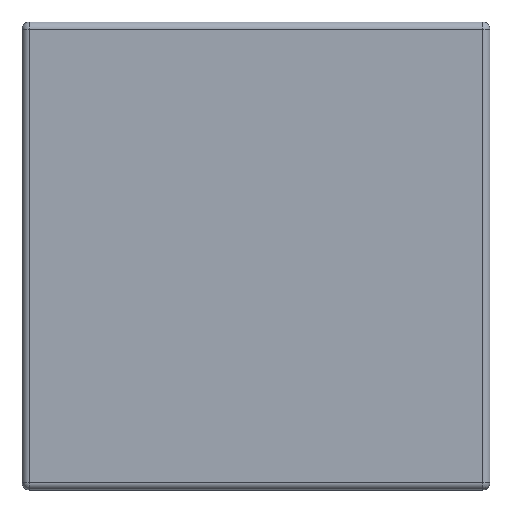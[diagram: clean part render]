
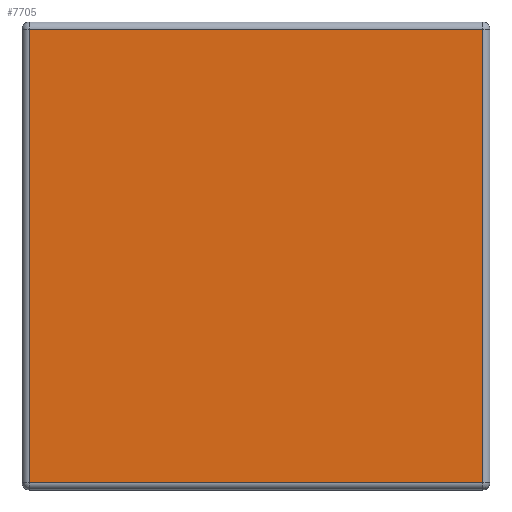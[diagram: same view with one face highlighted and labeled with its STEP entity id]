
A CAD part, top view. The second image highlights one B-rep face of the part: STEP entity #7705.
In plain terms, the highlighted planar face has unit normal (0, 0, 1).
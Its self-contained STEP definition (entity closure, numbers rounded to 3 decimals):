
#308=PLANE('',#8034);
#1725=ORIENTED_EDGE('',*,*,#2527,.T.);
#1726=ORIENTED_EDGE('',*,*,#2528,.T.);
#1727=ORIENTED_EDGE('',*,*,#2529,.T.);
#1728=ORIENTED_EDGE('',*,*,#2530,.T.);
#2527=EDGE_CURVE('',#3030,#3031,#3740,.F.);
#2528=EDGE_CURVE('',#3031,#3032,#3741,.T.);
#2529=EDGE_CURVE('',#3032,#3033,#3742,.T.);
#2530=EDGE_CURVE('',#3033,#3030,#3743,.F.);
#3030=VERTEX_POINT('',#10924);
#3031=VERTEX_POINT('',#10925);
#3032=VERTEX_POINT('',#10927);
#3033=VERTEX_POINT('',#10929);
#3740=LINE('',#10923,#4459);
#3741=LINE('',#10926,#4460);
#3742=LINE('',#10928,#4461);
#3743=LINE('',#10930,#4462);
#4459=VECTOR('',#9367,1000.);
#4460=VECTOR('',#9368,1000.);
#4461=VECTOR('',#9369,1000.);
#4462=VECTOR('',#9370,1000.);
#4826=EDGE_LOOP('',(#1725,#1726,#1727,#1728));
#5195=FACE_BOUND('',#4826,.T.);
#7705=ADVANCED_FACE('',(#5195),#308,.T.);
#8034=AXIS2_PLACEMENT_3D('',#10922,#9365,#9366);
#9365=DIRECTION('',(0.,0.,1.));
#9366=DIRECTION('',(1.,0.,0.));
#9367=DIRECTION('',(1.,0.,0.));
#9368=DIRECTION('',(0.,-1.,0.));
#9369=DIRECTION('',(1.,0.,0.));
#9370=DIRECTION('',(0.,-1.,0.));
#10922=CARTESIAN_POINT('',(0.,0.,0.96));
#10923=CARTESIAN_POINT('',(3.5,3.39,0.96));
#10924=CARTESIAN_POINT('',(3.39,3.39,0.96));
#10925=CARTESIAN_POINT('',(-3.39,3.39,0.96));
#10926=CARTESIAN_POINT('',(-3.39,0.,0.96));
#10927=CARTESIAN_POINT('',(-3.39,-3.39,0.96));
#10928=CARTESIAN_POINT('',(0.,-3.39,0.96));
#10929=CARTESIAN_POINT('',(3.39,-3.39,0.96));
#10930=CARTESIAN_POINT('',(3.39,-3.5,0.96));
